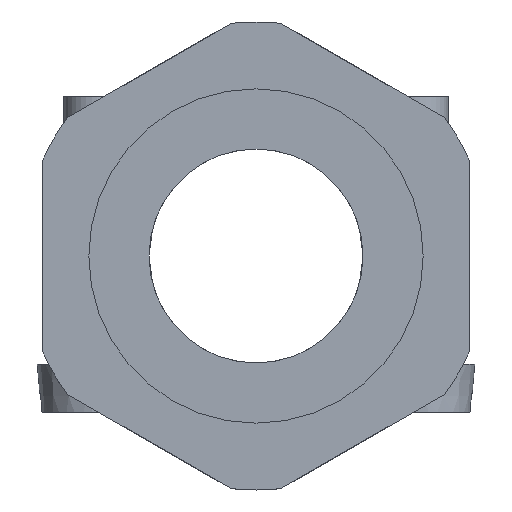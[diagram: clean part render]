
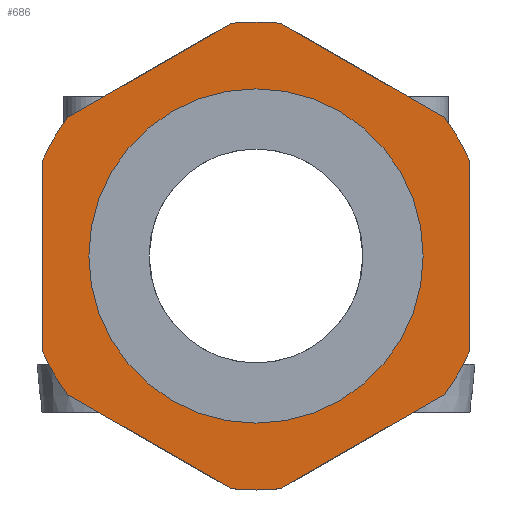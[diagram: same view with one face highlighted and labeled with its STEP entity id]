
A CAD part, front view. The second image highlights one B-rep face of the part: STEP entity #686.
In plain terms, the highlighted planar face has unit normal (0, -1, 0).
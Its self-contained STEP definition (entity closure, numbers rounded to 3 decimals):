
#8 = CIRCLE ( 'NONE', #1750, 8.75 ) ;
#29 = AXIS2_PLACEMENT_3D ( 'NONE', #1608, #2382, #1620 ) ;
#129 = CARTESIAN_POINT ( 'NONE',  ( 0., -2.5, 0. ) ) ;
#133 = VERTEX_POINT ( 'NONE', #1235 ) ;
#141 = DIRECTION ( 'NONE',  ( 0., 0., 1. ) ) ;
#174 = LINE ( 'NONE', #1295, #1955 ) ;
#175 = VERTEX_POINT ( 'NONE', #371 ) ;
#210 = CARTESIAN_POINT ( 'NONE',  ( 2.562, -2.5, -10.717 ) ) ;
#293 = VECTOR ( 'NONE', #1491, 1000. ) ;
#299 = CARTESIAN_POINT ( 'NONE',  ( 0., -2.5, 0. ) ) ;
#306 = LINE ( 'NONE', #728, #1660 ) ;
#321 = EDGE_CURVE ( 'NONE', #2499, #655, #1401, .T. ) ;
#324 = ORIENTED_EDGE ( 'NONE', *, *, #321, .T. ) ;
#340 = CARTESIAN_POINT ( 'NONE',  ( 0., -2.5, 0. ) ) ;
#371 = CARTESIAN_POINT ( 'NONE',  ( 0.93, -2.5, 8.7 ) ) ;
#403 = DIRECTION ( 'NONE',  ( 0., 0., 1. ) ) ;
#458 = ORIENTED_EDGE ( 'NONE', *, *, #2268, .F. ) ;
#473 = AXIS2_PLACEMENT_3D ( 'NONE', #2682, #1106, #2454 ) ;
#569 = ORIENTED_EDGE ( 'NONE', *, *, #2625, .F. ) ;
#574 = VERTEX_POINT ( 'NONE', #1205 ) ;
#598 = VERTEX_POINT ( 'NONE', #2414 ) ;
#655 = VERTEX_POINT ( 'NONE', #1344 ) ;
#667 = CARTESIAN_POINT ( 'NONE',  ( 0., -2.5, 0. ) ) ;
#686 = ADVANCED_FACE ( 'NONE', ( #1677, #2660 ), #1055, .F. ) ;
#704 = EDGE_CURVE ( 'NONE', #2499, #783, #1853, .T. ) ;
#707 = ORIENTED_EDGE ( 'NONE', *, *, #1749, .T. ) ;
#728 = CARTESIAN_POINT ( 'NONE',  ( -8., -2.5, 0. ) ) ;
#749 = DIRECTION ( 'NONE',  ( 0., 0., 1. ) ) ;
#756 = CARTESIAN_POINT ( 'NONE',  ( -0.93, -2.5, 8.7 ) ) ;
#781 = ORIENTED_EDGE ( 'NONE', *, *, #1143, .T. ) ;
#783 = VERTEX_POINT ( 'NONE', #2853 ) ;
#788 = DIRECTION ( 'NONE',  ( 0., 1., 0. ) ) ;
#826 = VERTEX_POINT ( 'NONE', #1451 ) ;
#852 = CARTESIAN_POINT ( 'NONE',  ( 0., -2.5, 8.75 ) ) ;
#859 = VERTEX_POINT ( 'NONE', #1007 ) ;
#861 = DIRECTION ( 'NONE',  ( 0., 0., 1. ) ) ;
#947 = CARTESIAN_POINT ( 'NONE',  ( 8.75, -2.5, 0. ) ) ;
#956 = ORIENTED_EDGE ( 'NONE', *, *, #1538, .T. ) ;
#1003 = DIRECTION ( 'NONE',  ( 0., 1., 0. ) ) ;
#1007 = CARTESIAN_POINT ( 'NONE',  ( 8., -2.5, 3.544 ) ) ;
#1008 = DIRECTION ( 'NONE',  ( 0., 0., 1. ) ) ;
#1019 = VECTOR ( 'NONE', #1631, 1000. ) ;
#1026 = DIRECTION ( 'NONE',  ( 0., 1., 0. ) ) ;
#1055 = PLANE ( 'NONE',  #2916 ) ;
#1067 = ORIENTED_EDGE ( 'NONE', *, *, #1589, .F. ) ;
#1106 = DIRECTION ( 'NONE',  ( 0., 1., 0. ) ) ;
#1108 = VERTEX_POINT ( 'NONE', #756 ) ;
#1127 = EDGE_CURVE ( 'NONE', #574, #655, #1582, .T. ) ;
#1130 = CARTESIAN_POINT ( 'NONE',  ( 10.563, -2.5, -3.139 ) ) ;
#1143 = EDGE_CURVE ( 'NONE', #826, #1529, #1291, .T. ) ;
#1156 = CIRCLE ( 'NONE', #473, 8.75 ) ;
#1170 = DIRECTION ( 'NONE',  ( 0., 1., 0. ) ) ;
#1205 = CARTESIAN_POINT ( 'NONE',  ( 0.93, -2.5, -8.7 ) ) ;
#1235 = CARTESIAN_POINT ( 'NONE',  ( 7.07, -2.5, 5.156 ) ) ;
#1262 = DIRECTION ( 'NONE',  ( 0., 0., 1. ) ) ;
#1291 = CIRCLE ( 'NONE', #2155, 5.64 ) ;
#1295 = CARTESIAN_POINT ( 'NONE',  ( 8., -2.5, 0. ) ) ;
#1298 = CIRCLE ( 'NONE', #29, 8.75 ) ;
#1310 = DIRECTION ( 'NONE',  ( 0., 1., 0. ) ) ;
#1342 = AXIS2_PLACEMENT_3D ( 'NONE', #2756, #1170, #2522 ) ;
#1344 = CARTESIAN_POINT ( 'NONE',  ( -0.93, -2.5, -8.7 ) ) ;
#1401 = LINE ( 'NONE', #210, #293 ) ;
#1406 = DIRECTION ( 'NONE',  ( 0., 0., -1. ) ) ;
#1427 = EDGE_CURVE ( 'NONE', #2534, #783, #306, .T. ) ;
#1447 = CARTESIAN_POINT ( 'NONE',  ( 10.562, -2.5, 3.139 ) ) ;
#1451 = CARTESIAN_POINT ( 'NONE',  ( 0., -2.5, -5.64 ) ) ;
#1491 = DIRECTION ( 'NONE',  ( 0.866, 0., -0.5 ) ) ;
#1512 = CARTESIAN_POINT ( 'NONE',  ( 0., -2.5, 0. ) ) ;
#1513 = CARTESIAN_POINT ( 'NONE',  ( 2.562, -2.5, 10.717 ) ) ;
#1529 = VERTEX_POINT ( 'NONE', #2332 ) ;
#1535 = EDGE_LOOP ( 'NONE', ( #569, #956, #2350, #707, #1800, #1067, #2507, #458, #2847, #1723, #324, #2445, #1700 ) ) ;
#1538 = EDGE_CURVE ( 'NONE', #598, #859, #174, .T. ) ;
#1582 = CIRCLE ( 'NONE', #2733, 8.75 ) ;
#1589 = EDGE_CURVE ( 'NONE', #1108, #2745, #1298, .T. ) ;
#1608 = CARTESIAN_POINT ( 'NONE',  ( 0., -2.5, 0. ) ) ;
#1620 = DIRECTION ( 'NONE',  ( 0., 0., 1. ) ) ;
#1631 = DIRECTION ( 'NONE',  ( -0.866, 0., 0.5 ) ) ;
#1640 = EDGE_CURVE ( 'NONE', #1529, #826, #1751, .T. ) ;
#1652 = EDGE_CURVE ( 'NONE', #133, #859, #2859, .T. ) ;
#1660 = VECTOR ( 'NONE', #1406, 1000. ) ;
#1677 = FACE_OUTER_BOUND ( 'NONE', #1535, .T. ) ;
#1700 = ORIENTED_EDGE ( 'NONE', *, *, #2753, .T. ) ;
#1723 = ORIENTED_EDGE ( 'NONE', *, *, #704, .F. ) ;
#1733 = DIRECTION ( 'NONE',  ( -0.866, 0., -0.5 ) ) ;
#1749 = EDGE_CURVE ( 'NONE', #133, #175, #1984, .T. ) ;
#1750 = AXIS2_PLACEMENT_3D ( 'NONE', #2295, #788, #1262 ) ;
#1751 = CIRCLE ( 'NONE', #2840, 5.64 ) ;
#1800 = ORIENTED_EDGE ( 'NONE', *, *, #2529, .F. ) ;
#1835 = VERTEX_POINT ( 'NONE', #2650 ) ;
#1853 = CIRCLE ( 'NONE', #2126, 8.75 ) ;
#1876 = DIRECTION ( 'NONE',  ( 0., 0., 1. ) ) ;
#1922 = EDGE_CURVE ( 'NONE', #1108, #2351, #2016, .T. ) ;
#1949 = DIRECTION ( 'NONE',  ( 0., 1., 0. ) ) ;
#1954 = DIRECTION ( 'NONE',  ( 0., 0., 1. ) ) ;
#1955 = VECTOR ( 'NONE', #1008, 1000. ) ;
#1984 = LINE ( 'NONE', #1447, #1019 ) ;
#2015 = DIRECTION ( 'NONE',  ( 0.866, 0., 0.5 ) ) ;
#2016 = LINE ( 'NONE', #1513, #2525 ) ;
#2126 = AXIS2_PLACEMENT_3D ( 'NONE', #667, #1949, #861 ) ;
#2144 = CARTESIAN_POINT ( 'NONE',  ( -7.07, -2.5, 5.156 ) ) ;
#2155 = AXIS2_PLACEMENT_3D ( 'NONE', #1512, #1003, #1954 ) ;
#2255 = CARTESIAN_POINT ( 'NONE',  ( -7.07, -2.5, -5.156 ) ) ;
#2268 = EDGE_CURVE ( 'NONE', #2534, #2351, #8, .T. ) ;
#2295 = CARTESIAN_POINT ( 'NONE',  ( 0., -2.5, 0. ) ) ;
#2304 = VECTOR ( 'NONE', #2015, 1000. ) ;
#2315 = LINE ( 'NONE', #1130, #2304 ) ;
#2332 = CARTESIAN_POINT ( 'NONE',  ( 0., -2.5, 5.64 ) ) ;
#2350 = ORIENTED_EDGE ( 'NONE', *, *, #1652, .F. ) ;
#2351 = VERTEX_POINT ( 'NONE', #2144 ) ;
#2382 = DIRECTION ( 'NONE',  ( 0., 1., 0. ) ) ;
#2414 = CARTESIAN_POINT ( 'NONE',  ( 8., -2.5, -3.544 ) ) ;
#2445 = ORIENTED_EDGE ( 'NONE', *, *, #1127, .F. ) ;
#2454 = DIRECTION ( 'NONE',  ( 0., 0., 1. ) ) ;
#2498 = CARTESIAN_POINT ( 'NONE',  ( -8., -2.5, 3.544 ) ) ;
#2499 = VERTEX_POINT ( 'NONE', #2255 ) ;
#2507 = ORIENTED_EDGE ( 'NONE', *, *, #1922, .T. ) ;
#2509 = CIRCLE ( 'NONE', #1342, 8.75 ) ;
#2522 = DIRECTION ( 'NONE',  ( 0., 0., 1. ) ) ;
#2525 = VECTOR ( 'NONE', #1733, 1000. ) ;
#2529 = EDGE_CURVE ( 'NONE', #2745, #175, #2509, .T. ) ;
#2534 = VERTEX_POINT ( 'NONE', #2498 ) ;
#2595 = DIRECTION ( 'NONE',  ( 0., 1., 0. ) ) ;
#2610 = EDGE_LOOP ( 'NONE', ( #2785, #781 ) ) ;
#2625 = EDGE_CURVE ( 'NONE', #598, #1835, #1156, .T. ) ;
#2650 = CARTESIAN_POINT ( 'NONE',  ( 7.07, -2.5, -5.156 ) ) ;
#2660 = FACE_BOUND ( 'NONE', #2610, .T. ) ;
#2682 = CARTESIAN_POINT ( 'NONE',  ( 0., -2.5, 0. ) ) ;
#2733 = AXIS2_PLACEMENT_3D ( 'NONE', #340, #2595, #1876 ) ;
#2745 = VERTEX_POINT ( 'NONE', #852 ) ;
#2753 = EDGE_CURVE ( 'NONE', #574, #1835, #2315, .T. ) ;
#2756 = CARTESIAN_POINT ( 'NONE',  ( 0., -2.5, 0. ) ) ;
#2785 = ORIENTED_EDGE ( 'NONE', *, *, #1640, .T. ) ;
#2789 = DIRECTION ( 'NONE',  ( 0., 1., 0. ) ) ;
#2811 = AXIS2_PLACEMENT_3D ( 'NONE', #299, #1026, #749 ) ;
#2840 = AXIS2_PLACEMENT_3D ( 'NONE', #129, #2789, #141 ) ;
#2847 = ORIENTED_EDGE ( 'NONE', *, *, #1427, .T. ) ;
#2853 = CARTESIAN_POINT ( 'NONE',  ( -8., -2.5, -3.544 ) ) ;
#2859 = CIRCLE ( 'NONE', #2811, 8.75 ) ;
#2916 = AXIS2_PLACEMENT_3D ( 'NONE', #947, #1310, #403 ) ;
